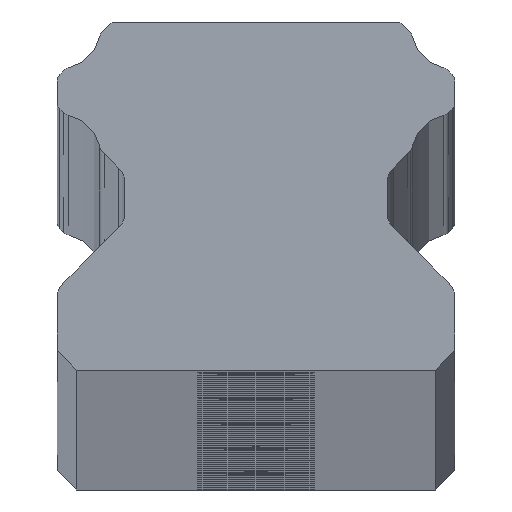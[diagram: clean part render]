
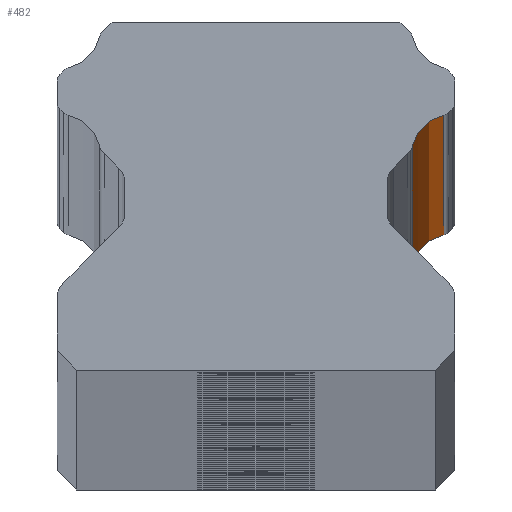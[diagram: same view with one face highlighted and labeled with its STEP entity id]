
A CAD part, top view. The second image highlights one B-rep face of the part: STEP entity #482.
In plain terms, the highlighted cylindrical face has radius 2 mm (diameter 4 mm), a partial arc.
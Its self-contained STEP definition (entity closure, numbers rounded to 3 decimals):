
#254 = CARTESIAN_POINT ( 'NONE',  ( 9.811, -3.146, 1725. ) ) ;
#482 = ADVANCED_FACE ( 'NONE', ( #6623 ), #5070, .F. ) ;
#501 = VERTEX_POINT ( 'NONE', #6682 ) ;
#645 = CARTESIAN_POINT ( 'NONE',  ( 9.432, -1.182, -1725. ) ) ;
#761 = DIRECTION ( 'NONE',  ( -1., 0., 0. ) ) ;
#798 = CIRCLE ( 'NONE', #3373, 2. ) ;
#967 = CIRCLE ( 'NONE', #10257, 2. ) ;
#1443 = ORIENTED_EDGE ( 'NONE', *, *, #8311, .F. ) ;
#1477 = DIRECTION ( 'NONE',  ( 0., 0., -1. ) ) ;
#1606 = CARTESIAN_POINT ( 'NONE',  ( 9.811, -3.146, -1725. ) ) ;
#2007 = VERTEX_POINT ( 'NONE', #4843 ) ;
#3172 = CARTESIAN_POINT ( 'NONE',  ( 9.432, -1.182, 1725. ) ) ;
#3373 = AXIS2_PLACEMENT_3D ( 'NONE', #8529, #6977, #7846 ) ;
#3962 = DIRECTION ( 'NONE',  ( 0., 0., -1. ) ) ;
#4256 = ORIENTED_EDGE ( 'NONE', *, *, #5298, .F. ) ;
#4392 = ORIENTED_EDGE ( 'NONE', *, *, #6494, .T. ) ;
#4394 = ORIENTED_EDGE ( 'NONE', *, *, #5771, .T. ) ;
#4843 = CARTESIAN_POINT ( 'NONE',  ( 9.432, -1.182, 1725. ) ) ;
#5070 = CYLINDRICAL_SURFACE ( 'NONE', #9823, 2. ) ;
#5298 = EDGE_CURVE ( 'NONE', #2007, #10082, #6151, .T. ) ;
#5480 = LINE ( 'NONE', #10330, #9543 ) ;
#5553 = DIRECTION ( 'NONE',  ( 0., 0., -1. ) ) ;
#5771 = EDGE_CURVE ( 'NONE', #9970, #501, #5480, .T. ) ;
#6151 = LINE ( 'NONE', #3172, #9907 ) ;
#6494 = EDGE_CURVE ( 'NONE', #501, #10082, #967, .T. ) ;
#6623 = FACE_OUTER_BOUND ( 'NONE', #9952, .T. ) ;
#6682 = CARTESIAN_POINT ( 'NONE',  ( 7.847, -2.767, -1725. ) ) ;
#6977 = DIRECTION ( 'NONE',  ( 0., 0., -1. ) ) ;
#7846 = DIRECTION ( 'NONE',  ( -1., 0., 0. ) ) ;
#8152 = DIRECTION ( 'NONE',  ( -1., 0., 0. ) ) ;
#8192 = DIRECTION ( 'NONE',  ( 0., 0., -1. ) ) ;
#8311 = EDGE_CURVE ( 'NONE', #9970, #2007, #798, .T. ) ;
#8529 = CARTESIAN_POINT ( 'NONE',  ( 9.811, -3.146, 1725. ) ) ;
#9206 = CARTESIAN_POINT ( 'NONE',  ( 7.847, -2.767, 1725. ) ) ;
#9543 = VECTOR ( 'NONE', #3962, 1000. ) ;
#9823 = AXIS2_PLACEMENT_3D ( 'NONE', #254, #8192, #8152 ) ;
#9907 = VECTOR ( 'NONE', #1477, 1000. ) ;
#9952 = EDGE_LOOP ( 'NONE', ( #4392, #4256, #1443, #4394 ) ) ;
#9970 = VERTEX_POINT ( 'NONE', #9206 ) ;
#10082 = VERTEX_POINT ( 'NONE', #645 ) ;
#10257 = AXIS2_PLACEMENT_3D ( 'NONE', #1606, #5553, #761 ) ;
#10330 = CARTESIAN_POINT ( 'NONE',  ( 7.847, -2.767, 1725. ) ) ;
